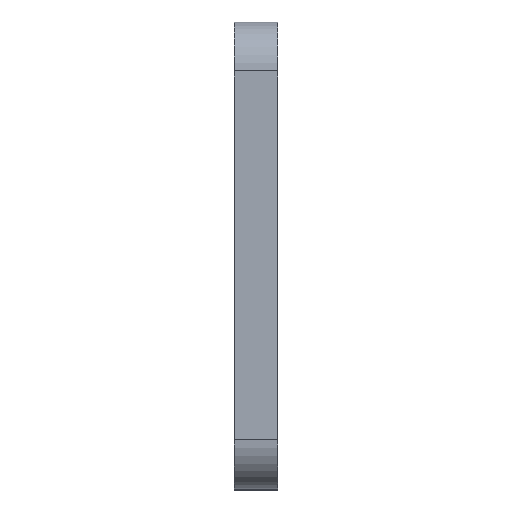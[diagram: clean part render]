
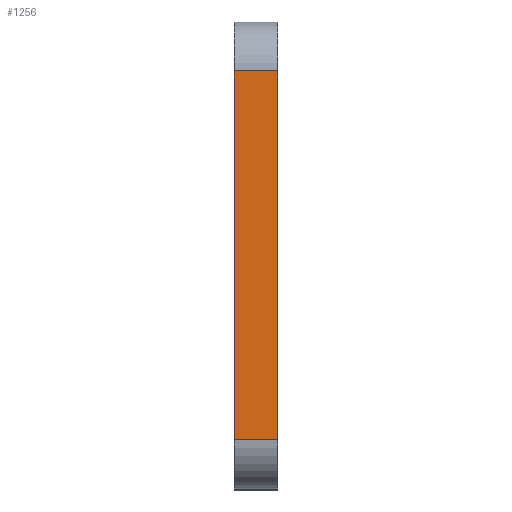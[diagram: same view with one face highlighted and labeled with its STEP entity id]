
A CAD part, top view. The second image highlights one B-rep face of the part: STEP entity #1256.
In plain terms, the highlighted planar face has unit normal (0, 0, 1).
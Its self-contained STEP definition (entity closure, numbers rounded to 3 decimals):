
#50=PLANE('',#1428);
#106=LINE('',#2283,#191);
#115=LINE('',#2312,#200);
#131=LINE('',#2350,#216);
#132=LINE('',#2351,#217);
#191=VECTOR('',#1748,10.);
#200=VECTOR('',#1777,10.);
#216=VECTOR('',#1817,10.);
#217=VECTOR('',#1818,10.);
#333=FACE_OUTER_BOUND('',#422,.T.);
#422=EDGE_LOOP('',(#1149,#1150,#1151,#1152));
#610=VERTEX_POINT('',#2268);
#617=VERTEX_POINT('',#2281);
#626=VERTEX_POINT('',#2310);
#627=VERTEX_POINT('',#2311);
#778=EDGE_CURVE('',#617,#610,#106,.T.);
#791=EDGE_CURVE('',#626,#627,#115,.T.);
#811=EDGE_CURVE('',#610,#626,#131,.T.);
#812=EDGE_CURVE('',#617,#627,#132,.T.);
#1149=ORIENTED_EDGE('',*,*,#811,.F.);
#1150=ORIENTED_EDGE('',*,*,#778,.F.);
#1151=ORIENTED_EDGE('',*,*,#812,.T.);
#1152=ORIENTED_EDGE('',*,*,#791,.F.);
#1256=ADVANCED_FACE('',(#333),#50,.T.);
#1428=AXIS2_PLACEMENT_3D('',#2349,#1815,#1816);
#1748=DIRECTION('',(0.,1.,0.));
#1777=DIRECTION('',(0.,-1.,0.));
#1815=DIRECTION('center_axis',(0.,0.,1.));
#1816=DIRECTION('ref_axis',(0.,-1.,0.));
#1817=DIRECTION('',(1.,0.,0.));
#1818=DIRECTION('',(1.,0.,0.));
#2268=CARTESIAN_POINT('',(35.633,194.74,272.071));
#2281=CARTESIAN_POINT('',(35.633,134.695,272.071));
#2283=CARTESIAN_POINT('',(35.633,134.695,272.071));
#2310=CARTESIAN_POINT('',(42.633,194.74,272.071));
#2311=CARTESIAN_POINT('',(42.633,134.695,272.071));
#2312=CARTESIAN_POINT('',(42.633,134.695,272.071));
#2349=CARTESIAN_POINT('Origin',(36.633,194.74,272.071));
#2350=CARTESIAN_POINT('',(36.633,194.74,272.071));
#2351=CARTESIAN_POINT('',(36.633,134.695,272.071));
